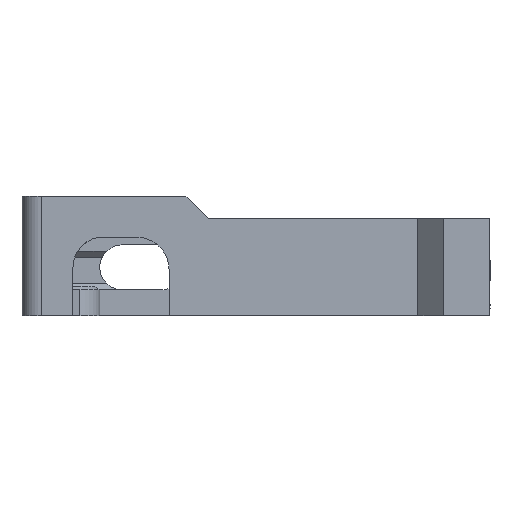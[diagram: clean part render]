
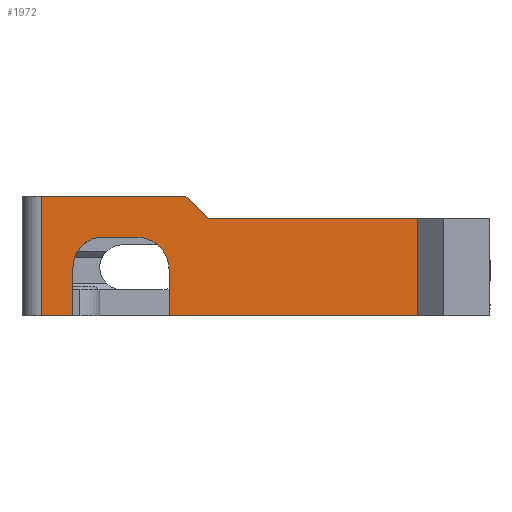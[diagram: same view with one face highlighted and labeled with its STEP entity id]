
A CAD part, left-side view. The second image highlights one B-rep face of the part: STEP entity #1972.
In plain terms, the highlighted planar face has unit normal (-1, 0, 0).
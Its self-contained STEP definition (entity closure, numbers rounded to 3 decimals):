
#5 = CARTESIAN_POINT ( 'NONE',  ( -62.69, -21.426, 12. ) ) ;
#21 = DIRECTION ( 'NONE',  ( 0., -1., 0. ) ) ;
#57 = LINE ( 'NONE', #617, #297 ) ;
#92 = EDGE_CURVE ( 'NONE', #2265, #3946, #1588, .T. ) ;
#128 = LINE ( 'NONE', #3764, #294 ) ;
#182 = VECTOR ( 'NONE', #2042, 1000. ) ;
#221 = CARTESIAN_POINT ( 'NONE',  ( -62.69, -16.757, 12. ) ) ;
#294 = VECTOR ( 'NONE', #709, 1000. ) ;
#297 = VECTOR ( 'NONE', #635, 1000. ) ;
#617 = CARTESIAN_POINT ( 'NONE',  ( -62.69, -6.274, 4.5 ) ) ;
#635 = DIRECTION ( 'NONE',  ( 0., -1., 0. ) ) ;
#642 = VECTOR ( 'NONE', #4074, 1000. ) ;
#660 = EDGE_CURVE ( 'NONE', #2832, #4012, #128, .T. ) ;
#709 = DIRECTION ( 'NONE',  ( 0., 0.707, 0.707 ) ) ;
#769 = VERTEX_POINT ( 'NONE', #1121 ) ;
#829 = CARTESIAN_POINT ( 'NONE',  ( -62.69, -30.426, 16.669 ) ) ;
#865 = EDGE_CURVE ( 'NONE', #3434, #3946, #4440, .T. ) ;
#981 = DIRECTION ( 'NONE',  ( 0., -1., 0. ) ) ;
#1023 = CARTESIAN_POINT ( 'NONE',  ( -62.69, -16.757, 12. ) ) ;
#1039 = DIRECTION ( 'NONE',  ( 0., 0., -1. ) ) ;
#1067 = ORIENTED_EDGE ( 'NONE', *, *, #1905, .T. ) ;
#1121 = CARTESIAN_POINT ( 'NONE',  ( -62.69, -11.894, 4.5 ) ) ;
#1213 = VECTOR ( 'NONE', #981, 1000. ) ;
#1307 = CARTESIAN_POINT ( 'NONE',  ( -62.69, -6.274, 19.5 ) ) ;
#1332 = FACE_OUTER_BOUND ( 'NONE', #4593, .T. ) ;
#1366 = ORIENTED_EDGE ( 'NONE', *, *, #1677, .F. ) ;
#1404 = EDGE_CURVE ( 'NONE', #769, #4764, #4721, .T. ) ;
#1539 = AXIS2_PLACEMENT_3D ( 'NONE', #3872, #4207, #3102 ) ;
#1555 = VERTEX_POINT ( 'NONE', #2619 ) ;
#1588 = CIRCLE ( 'NONE', #3851, 5. ) ;
#1632 = LINE ( 'NONE', #2543, #2337 ) ;
#1677 = EDGE_CURVE ( 'NONE', #4704, #4012, #2338, .T. ) ;
#1699 = DIRECTION ( 'NONE',  ( 0., 1., 0. ) ) ;
#1710 = ORIENTED_EDGE ( 'NONE', *, *, #2728, .F. ) ;
#1897 = VERTEX_POINT ( 'NONE', #3604 ) ;
#1905 = EDGE_CURVE ( 'NONE', #3434, #1897, #57, .T. ) ;
#1972 = ADVANCED_FACE ( 'NONE', ( #1332 ), #4583, .F. ) ;
#1994 = VECTOR ( 'NONE', #1039, 1000. ) ;
#2016 = CARTESIAN_POINT ( 'NONE',  ( -62.69, -31.594, 11.669 ) ) ;
#2021 = AXIS2_PLACEMENT_3D ( 'NONE', #5, #4804, #21 ) ;
#2029 = EDGE_CURVE ( 'NONE', #1897, #1555, #4202, .T. ) ;
#2042 = DIRECTION ( 'NONE',  ( 0., -1., 0. ) ) ;
#2066 = ORIENTED_EDGE ( 'NONE', *, *, #660, .T. ) ;
#2090 = DIRECTION ( 'NONE',  ( 1., 0., 0. ) ) ;
#2123 = CARTESIAN_POINT ( 'NONE',  ( -62.69, -70., 19.5 ) ) ;
#2202 = ORIENTED_EDGE ( 'NONE', *, *, #865, .F. ) ;
#2265 = VERTEX_POINT ( 'NONE', #2900 ) ;
#2277 = EDGE_CURVE ( 'NONE', #3303, #4764, #4495, .T. ) ;
#2287 = VECTOR ( 'NONE', #2553, 1000. ) ;
#2337 = VECTOR ( 'NONE', #2968, 1000. ) ;
#2338 = LINE ( 'NONE', #4214, #182 ) ;
#2357 = DIRECTION ( 'NONE',  ( 0., 1., 0. ) ) ;
#2473 = CARTESIAN_POINT ( 'NONE',  ( -62.69, -26.594, 11.669 ) ) ;
#2543 = CARTESIAN_POINT ( 'NONE',  ( -62.69, -11.894, 4.5 ) ) ;
#2553 = DIRECTION ( 'NONE',  ( 0., 0., 1. ) ) ;
#2585 = CARTESIAN_POINT ( 'NONE',  ( -62.69, -6.274, 4.5 ) ) ;
#2619 = CARTESIAN_POINT ( 'NONE',  ( -62.69, -70., 19.5 ) ) ;
#2728 = EDGE_CURVE ( 'NONE', #3705, #3303, #3044, .T. ) ;
#2772 = ORIENTED_EDGE ( 'NONE', *, *, #2029, .T. ) ;
#2832 = VERTEX_POINT ( 'NONE', #4193 ) ;
#2868 = CARTESIAN_POINT ( 'NONE',  ( -62.69, -34.21, 23. ) ) ;
#2900 = CARTESIAN_POINT ( 'NONE',  ( -62.69, -26.594, 16.669 ) ) ;
#2931 = LINE ( 'NONE', #829, #3969 ) ;
#2957 = CARTESIAN_POINT ( 'NONE',  ( -62.69, -31.594, 4.5 ) ) ;
#2968 = DIRECTION ( 'NONE',  ( 0., 0., -1. ) ) ;
#2971 = EDGE_CURVE ( 'NONE', #2265, #3705, #2931, .T. ) ;
#3044 = CIRCLE ( 'NONE', #2021, 4.669 ) ;
#3102 = DIRECTION ( 'NONE',  ( 0., 1., 0. ) ) ;
#3240 = ORIENTED_EDGE ( 'NONE', *, *, #2277, .F. ) ;
#3246 = ORIENTED_EDGE ( 'NONE', *, *, #92, .T. ) ;
#3295 = EDGE_CURVE ( 'NONE', #2832, #1555, #4147, .T. ) ;
#3303 = VERTEX_POINT ( 'NONE', #221 ) ;
#3434 = VERTEX_POINT ( 'NONE', #2957 ) ;
#3455 = VECTOR ( 'NONE', #4219, 1000. ) ;
#3593 = ORIENTED_EDGE ( 'NONE', *, *, #2971, .F. ) ;
#3601 = ORIENTED_EDGE ( 'NONE', *, *, #3295, .F. ) ;
#3604 = CARTESIAN_POINT ( 'NONE',  ( -62.69, -70., 4.5 ) ) ;
#3705 = VERTEX_POINT ( 'NONE', #4493 ) ;
#3764 = CARTESIAN_POINT ( 'NONE',  ( -62.69, -33.21, 24. ) ) ;
#3851 = AXIS2_PLACEMENT_3D ( 'NONE', #2473, #2090, #1699 ) ;
#3872 = CARTESIAN_POINT ( 'NONE',  ( -62.69, -6.894, 19.5 ) ) ;
#3946 = VERTEX_POINT ( 'NONE', #2016 ) ;
#3969 = VECTOR ( 'NONE', #2357, 1000. ) ;
#4012 = VERTEX_POINT ( 'NONE', #2868 ) ;
#4074 = DIRECTION ( 'NONE',  ( 0., -1., 0. ) ) ;
#4147 = LINE ( 'NONE', #1307, #1213 ) ;
#4193 = CARTESIAN_POINT ( 'NONE',  ( -62.69, -37.71, 19.5 ) ) ;
#4194 = ORIENTED_EDGE ( 'NONE', *, *, #1404, .T. ) ;
#4202 = LINE ( 'NONE', #2123, #2287 ) ;
#4207 = DIRECTION ( 'NONE',  ( 1., 0., 0. ) ) ;
#4214 = CARTESIAN_POINT ( 'NONE',  ( -62.69, -6.894, 23. ) ) ;
#4219 = DIRECTION ( 'NONE',  ( 0., 0., 1. ) ) ;
#4259 = EDGE_CURVE ( 'NONE', #4704, #769, #1632, .T. ) ;
#4311 = CARTESIAN_POINT ( 'NONE',  ( -62.69, -11.894, 23. ) ) ;
#4359 = ORIENTED_EDGE ( 'NONE', *, *, #4259, .T. ) ;
#4440 = LINE ( 'NONE', #4577, #3455 ) ;
#4493 = CARTESIAN_POINT ( 'NONE',  ( -62.69, -21.426, 16.669 ) ) ;
#4495 = LINE ( 'NONE', #1023, #1994 ) ;
#4577 = CARTESIAN_POINT ( 'NONE',  ( -62.69, -31.594, 12. ) ) ;
#4583 = PLANE ( 'NONE',  #1539 ) ;
#4593 = EDGE_LOOP ( 'NONE', ( #3601, #2066, #1366, #4359, #4194, #3240, #1710, #3593, #3246, #2202, #1067, #2772 ) ) ;
#4662 = CARTESIAN_POINT ( 'NONE',  ( -62.69, -16.757, 4.5 ) ) ;
#4704 = VERTEX_POINT ( 'NONE', #4311 ) ;
#4721 = LINE ( 'NONE', #2585, #642 ) ;
#4764 = VERTEX_POINT ( 'NONE', #4662 ) ;
#4804 = DIRECTION ( 'NONE',  ( -1., 0., 0. ) ) ;
